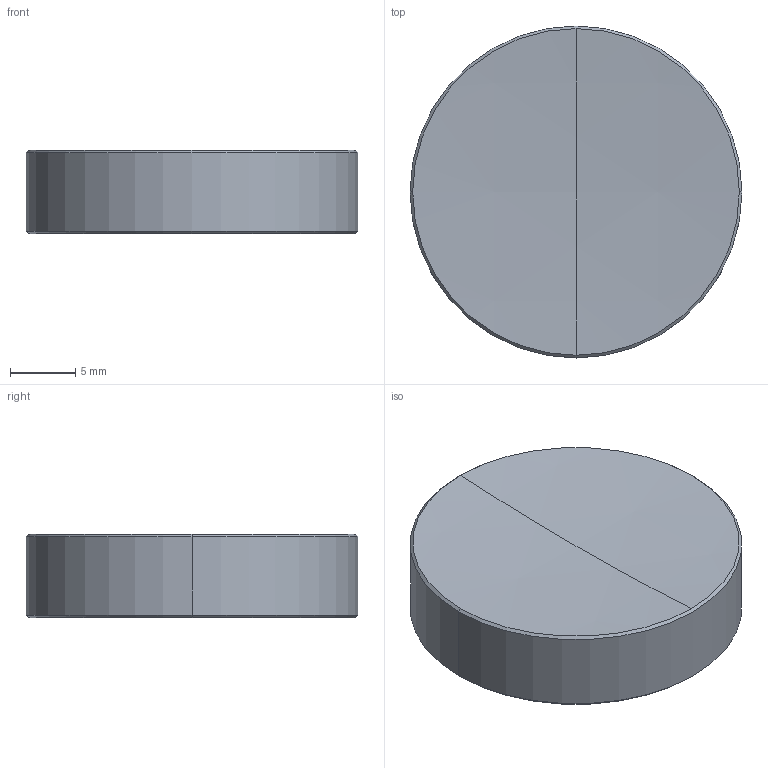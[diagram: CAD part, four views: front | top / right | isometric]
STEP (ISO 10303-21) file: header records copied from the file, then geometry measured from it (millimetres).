
FILE_DESCRIPTION (( 'STEP AP214' ), '1' );
FILE_NAME ('22644-E0W.STEP', '2011-07-14T15:33:31', ( 'Admin' ), ( '' ), 'SwSTEP 2.0', 'SolidWorks 2011', '' );
FILE_SCHEMA (( 'AUTOMOTIVE_DESIGN' ));
Length unit declared in the file: millimetre
Products named in the file (1): 22644-E0W
Bounding box: 25.4 x 25.4 x 6.39 mm (x, y, z)
Surface area: 1505.4 mm2 (no closed solid volume)
Topology: 0 solids, 24 shells, 48 faces, 522 edges, 497 vertices
Faces by surface type: plane 33, bspline 7, cone 4, cylinder 2, sphere 2
Entity records: 8674 total; most frequent: CARTESIAN_POINT 5027, ORIENTED_EDGE 558, EDGE_CURVE 522, VERTEX_POINT 497, DIRECTION 386, LINE 278, VECTOR 278, B_SPLINE_CURVE_WITH_KNOTS 232
